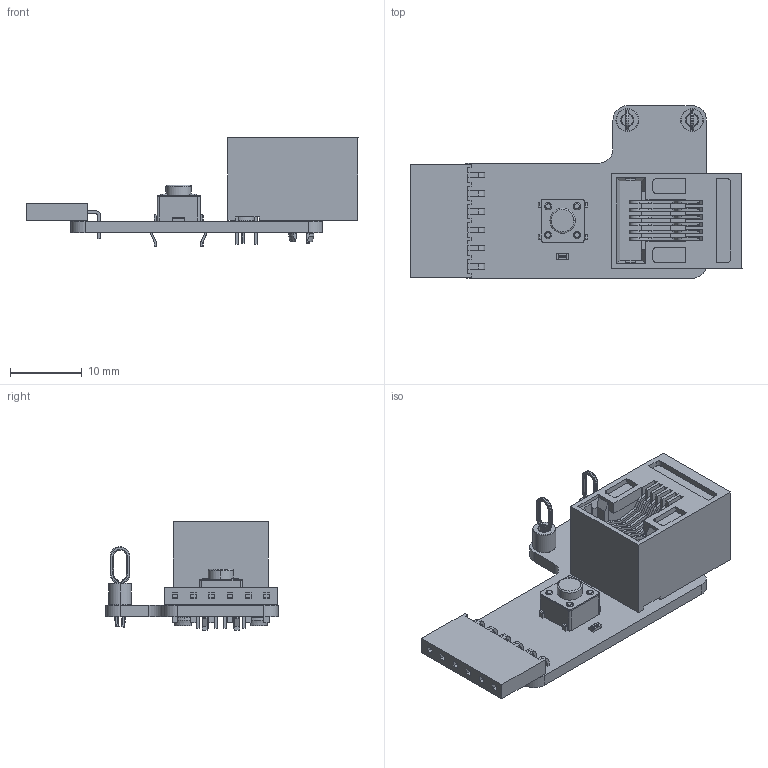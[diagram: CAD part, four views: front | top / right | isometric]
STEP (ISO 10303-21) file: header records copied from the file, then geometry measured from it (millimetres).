
FILE_DESCRIPTION(('Open CASCADE Model'),'2;1');
FILE_NAME('Open CASCADE Shape Model','2022-02-02T08:24:19',('Author'),( 'Open CASCADE'),'Open CASCADE STEP processor 6.8','Open CASCADE 6.8' ,'Unknown');
FILE_SCHEMA(('AUTOMOTIVE_DESIGN { 1 0 10303 214 1 1 1 1 }'));
Length unit declared in the file: millimetre
Products named in the file (17): PCB; Board; S1; FSM4JHX; R1; Resistor_0603; User_Library-R_SMD_0603_0603_BODY; User_Library-R_SMD_0603_0603_PAD; User_Library-R_SMD_0603_0603_OPIS; TP1; Keystone_5010; TP2; Keystone_5011; J2; SSW-106-01-G-S-RA; J1; MOLEX-95501-2661
Assembly tree (17 placements, depth 4):
  PCB
    Board
    S1
      FSM4JHX
    R1
      Resistor_0603
        User_Library-R_SMD_0603_0603_BODY
        User_Library-R_SMD_0603_0603_PAD  x2
        User_Library-R_SMD_0603_0603_OPIS
    TP1
      Keystone_5010
    TP2
      Keystone_5011
    J2
      SSW-106-01-G-S-RA
    J1
      MOLEX-95501-2661
Bounding box: 46.15 x 24 x 15.1 mm (x, y, z)
Volume: 2869.4 mm3; surface area: 4645.2 mm2
Topology: 13 solids, 13 shells, 1060 faces, 2730 edges, 1704 vertices
Faces by surface type: plane 525, cylinder 262, bspline 251, torus 16, cone 6
Entity records: 40146 total; most frequent: CARTESIAN_POINT 11075, ORIENTED_EDGE 5368, DIRECTION 4883, EDGE_CURVE 2684, LINE 1731, VECTOR 1731, VERTEX_POINT 1684, AXIS2_PLACEMENT_3D 1576
